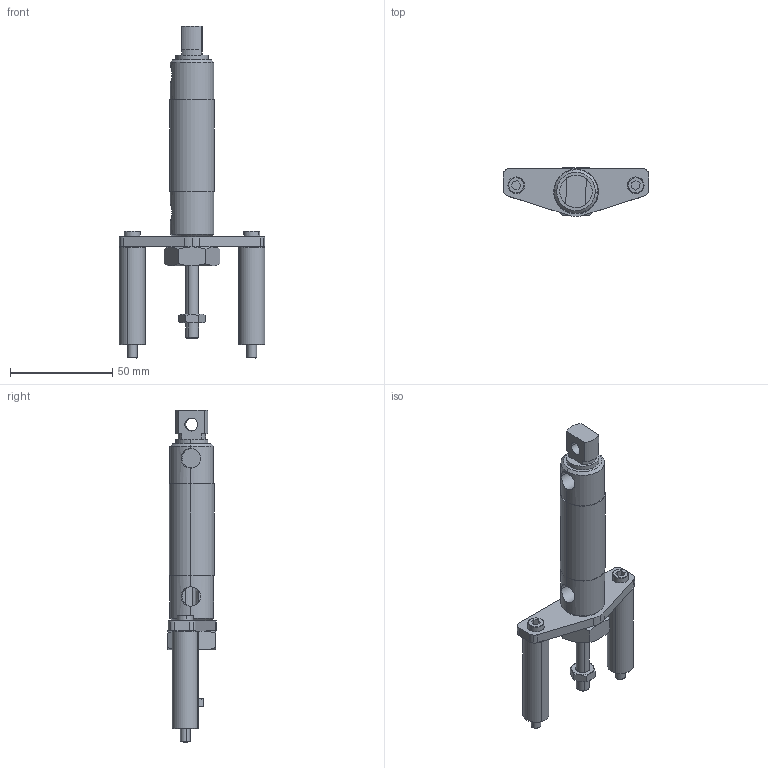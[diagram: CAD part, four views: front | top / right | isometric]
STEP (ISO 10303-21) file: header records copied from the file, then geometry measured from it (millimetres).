
FILE_DESCRIPTION((''),'2;1');
FILE_NAME('AM SS Pneumatic Option.stp','2008-01-02T17:06:47',('Owner'),(''),'Autodesk Inventor (R) 6.0','Autodesk Inventor (R) 6.0','');
FILE_SCHEMA(('AUTOMOTIVE_DESIGN { 1 0 10303 214 1 1 1 1 }'));
Length unit declared in the file: inch
Products named in the file (8): AM SS Pneumatic Option; AM SS Pneumatic Mount; AM SS Cylinder Body; AM SS Pneumatic Spacer; AM SS Cylinder Rod; AM SS Cylinder Nut; 10-32x2250 shcs; AM SS Cylinder Rod Nut
Assembly tree (9 placements, depth 2):
  AM SS Pneumatic Option
    AM SS Pneumatic Mount
    AM SS Cylinder Body
    AM SS Pneumatic Spacer  x2
    AM SS Cylinder Rod
    AM SS Cylinder Nut
    10-32x2250 shcs  x2
    AM SS Cylinder Rod Nut
Bounding box: 71.14 x 23.88 x 162.31 mm (x, y, z)
Volume: 41378.6 mm3; surface area: 27001.7 mm2
Topology: 9 solids, 9 shells, 191 faces, 436 edges, 276 vertices
Faces by surface type: plane 68, cylinder 58, cone 48, bspline 17
Entity records: 5049 total; most frequent: CARTESIAN_POINT 1221, DIRECTION 796, ORIENTED_EDGE 732, EDGE_CURVE 366, AXIS2_PLACEMENT_3D 317, VERTEX_POINT 234, EDGE_LOOP 184, VECTOR 162
